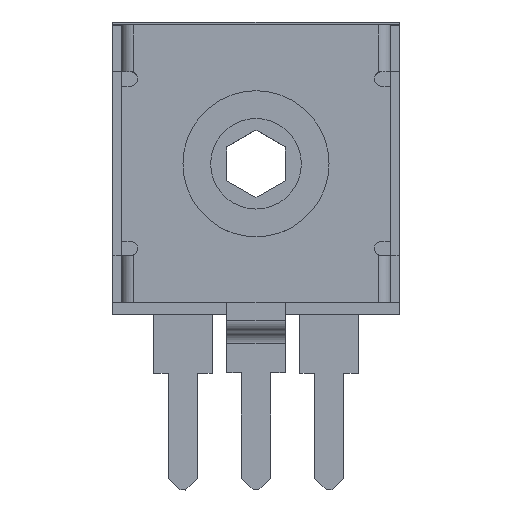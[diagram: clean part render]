
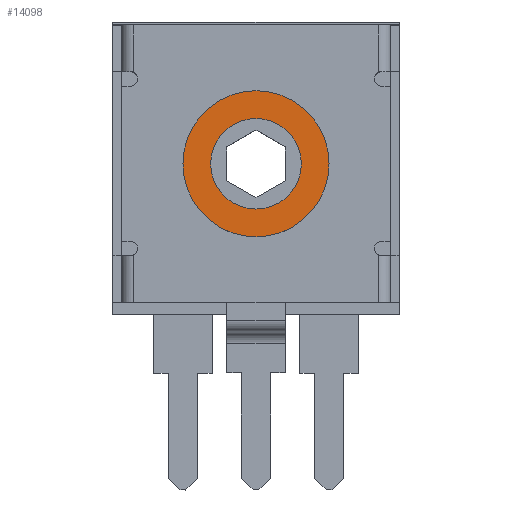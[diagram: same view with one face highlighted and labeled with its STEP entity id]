
A CAD part, top view. The second image highlights one B-rep face of the part: STEP entity #14098.
In plain terms, the highlighted planar face has unit normal (0, 0, 1).
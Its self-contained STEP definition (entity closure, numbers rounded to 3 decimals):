
#14098 = ADVANCED_FACE('',(#14099,#14135),#14112,.T.);
#14099 = FACE_BOUND('',#14100,.F.);
#14100 = EDGE_LOOP('',(#14101));
#14101 = ORIENTED_EDGE('',*,*,#14102,.F.);
#14102 = EDGE_CURVE('',#14103,#14103,#14105,.T.);
#14103 = VERTEX_POINT('',#14104);
#14104 = CARTESIAN_POINT('',(4.9,7.65,
    4.6));
#14105 = SURFACE_CURVE('',#14106,(#14111,#14123),.PCURVE_S1.);
#14106 = CIRCLE('',#14107,2.5);
#14107 = AXIS2_PLACEMENT_3D('',#14108,#14109,#14110);
#14108 = CARTESIAN_POINT('',(4.9,5.15,
    4.6));
#14109 = DIRECTION('',(0.,-0.,1.));
#14110 = DIRECTION('',(0.,1.,0.));
#14111 = PCURVE('',#14112,#14117);
#14112 = PLANE('',#14113);
#14113 = AXIS2_PLACEMENT_3D('',#14114,#14115,#14116);
#14114 = CARTESIAN_POINT('',(4.9,5.15,
    4.6));
#14115 = DIRECTION('',(0.,0.,1.));
#14116 = DIRECTION('',(0.,1.,0.));
#14117 = DEFINITIONAL_REPRESENTATION('',(#14118),#14122);
#14118 = CIRCLE('',#14119,2.5);
#14119 = AXIS2_PLACEMENT_2D('',#14120,#14121);
#14120 = CARTESIAN_POINT('',(0.,0.));
#14121 = DIRECTION('',(1.,-0.));
#14122 = ( GEOMETRIC_REPRESENTATION_CONTEXT(2) 
PARAMETRIC_REPRESENTATION_CONTEXT() REPRESENTATION_CONTEXT('2D SPACE',''
  ) );
#14123 = PCURVE('',#14124,#14129);
#14124 = CYLINDRICAL_SURFACE('',#14125,2.5);
#14125 = AXIS2_PLACEMENT_3D('',#14126,#14127,#14128);
#14126 = CARTESIAN_POINT('',(4.9,5.15,
    4.6));
#14127 = DIRECTION('',(0.,-0.,-1.));
#14128 = DIRECTION('',(0.,1.,0.));
#14129 = DEFINITIONAL_REPRESENTATION('',(#14130),#14134);
#14130 = LINE('',#14131,#14132);
#14131 = CARTESIAN_POINT('',(-0.,0.));
#14132 = VECTOR('',#14133,1.);
#14133 = DIRECTION('',(-1.,0.));
#14134 = ( GEOMETRIC_REPRESENTATION_CONTEXT(2) 
PARAMETRIC_REPRESENTATION_CONTEXT() REPRESENTATION_CONTEXT('2D SPACE',''
  ) );
#14135 = FACE_BOUND('',#14136,.F.);
#14136 = EDGE_LOOP('',(#14137));
#14137 = ORIENTED_EDGE('',*,*,#14138,.T.);
#14138 = EDGE_CURVE('',#14139,#14139,#14141,.T.);
#14139 = VERTEX_POINT('',#14140);
#14140 = CARTESIAN_POINT('',(4.9,6.7,
    4.6));
#14141 = SURFACE_CURVE('',#14142,(#14147,#14154),.PCURVE_S1.);
#14142 = CIRCLE('',#14143,1.55);
#14143 = AXIS2_PLACEMENT_3D('',#14144,#14145,#14146);
#14144 = CARTESIAN_POINT('',(4.9,5.15,
    4.6));
#14145 = DIRECTION('',(0.,-0.,1.));
#14146 = DIRECTION('',(0.,1.,0.));
#14147 = PCURVE('',#14112,#14148);
#14148 = DEFINITIONAL_REPRESENTATION('',(#14149),#14153);
#14149 = CIRCLE('',#14150,1.55);
#14150 = AXIS2_PLACEMENT_2D('',#14151,#14152);
#14151 = CARTESIAN_POINT('',(0.,0.));
#14152 = DIRECTION('',(1.,-0.));
#14153 = ( GEOMETRIC_REPRESENTATION_CONTEXT(2) 
PARAMETRIC_REPRESENTATION_CONTEXT() REPRESENTATION_CONTEXT('2D SPACE',''
  ) );
#14154 = PCURVE('',#14155,#14160);
#14155 = CYLINDRICAL_SURFACE('',#14156,1.55);
#14156 = AXIS2_PLACEMENT_3D('',#14157,#14158,#14159);
#14157 = CARTESIAN_POINT('',(4.9,5.15,
    4.6));
#14158 = DIRECTION('',(0.,0.,1.));
#14159 = DIRECTION('',(0.,1.,0.));
#14160 = DEFINITIONAL_REPRESENTATION('',(#14161),#14165);
#14161 = LINE('',#14162,#14163);
#14162 = CARTESIAN_POINT('',(0.,0.));
#14163 = VECTOR('',#14164,1.);
#14164 = DIRECTION('',(1.,0.));
#14165 = ( GEOMETRIC_REPRESENTATION_CONTEXT(2) 
PARAMETRIC_REPRESENTATION_CONTEXT() REPRESENTATION_CONTEXT('2D SPACE',''
  ) );
